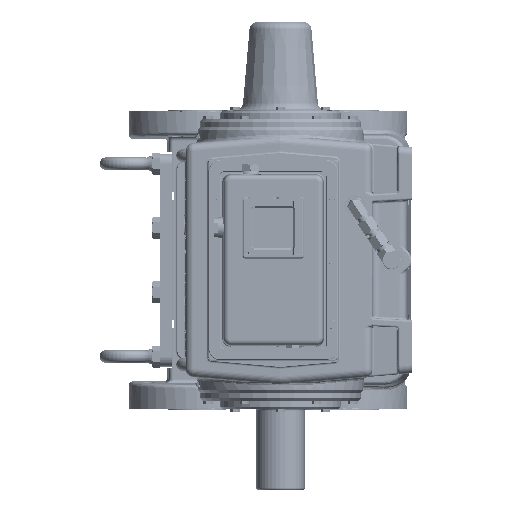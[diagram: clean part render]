
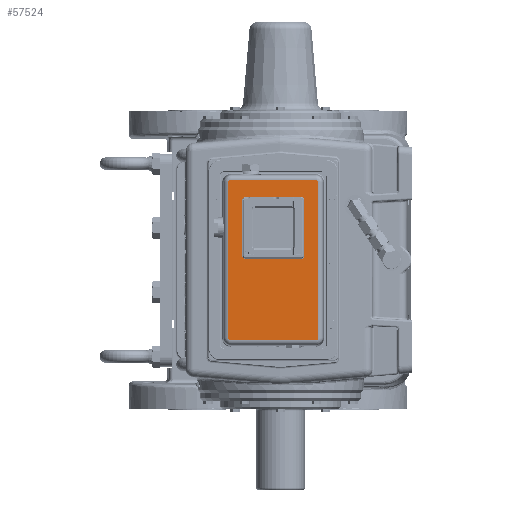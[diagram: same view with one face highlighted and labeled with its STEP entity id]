
A CAD part, left-side view. The second image highlights one B-rep face of the part: STEP entity #57524.
In plain terms, the highlighted planar face has unit normal (-1, 0, 0).
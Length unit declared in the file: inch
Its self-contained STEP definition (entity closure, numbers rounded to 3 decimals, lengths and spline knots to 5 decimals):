
#1136 = PLANE ( 'NONE',  #106038 ) ;
#3219 = ORIENTED_EDGE ( 'NONE', *, *, #226122, .T. ) ;
#3430 = DIRECTION ( 'NONE',  ( 0., 1., 0. ) ) ;
#4949 = EDGE_LOOP ( 'NONE', ( #220885, #90136, #218094, #73577, #109218, #151281, #161334, #143946 ) ) ;
#6606 = AXIS2_PLACEMENT_3D ( 'NONE', #44274, #187644, #64945 ) ;
#6747 = EDGE_CURVE ( 'NONE', #30484, #125563, #156760, .T. ) ;
#9898 = CIRCLE ( 'NONE', #189652, 0.17328 ) ;
#10072 = VERTEX_POINT ( 'NONE', #194226 ) ;
#10155 = LINE ( 'NONE', #46120, #167294 ) ;
#10734 = AXIS2_PLACEMENT_3D ( 'NONE', #218045, #95345, #238672 ) ;
#11301 = DIRECTION ( 'NONE',  ( 0., 1., 0. ) ) ;
#11865 = VERTEX_POINT ( 'NONE', #233267 ) ;
#19290 = VERTEX_POINT ( 'NONE', #102790 ) ;
#23859 = CARTESIAN_POINT ( 'NONE',  ( -7.9075, 3.24045, 4.85 ) ) ;
#30484 = VERTEX_POINT ( 'NONE', #107836 ) ;
#31745 = CARTESIAN_POINT ( 'NONE',  ( -7.9075, 3.1, -4.85 ) ) ;
#32382 = EDGE_CURVE ( 'NONE', #82455, #91144, #213436, .T. ) ;
#32631 = CARTESIAN_POINT ( 'NONE',  ( -7.9075, -2.34045, 4.85 ) ) ;
#40863 = CIRCLE ( 'NONE', #197703, 0.17328 ) ;
#44174 = CARTESIAN_POINT ( 'NONE',  ( -7.9075, 3.24045, -4.85 ) ) ;
#44274 = CARTESIAN_POINT ( 'NONE',  ( -7.9075, -2.2, 4.85 ) ) ;
#46120 = CARTESIAN_POINT ( 'NONE',  ( -7.9075, -1.47328, 0.25 ) ) ;
#50370 = CARTESIAN_POINT ( 'NONE',  ( -7.9075, 2.37328, 3.75 ) ) ;
#51136 = DIRECTION ( 'NONE',  ( 1., 0., 0. ) ) ;
#51723 = EDGE_CURVE ( 'NONE', #230086, #82455, #75790, .T. ) ;
#52433 = DIRECTION ( 'NONE',  ( 0., 0., -1. ) ) ;
#54927 = VECTOR ( 'NONE', #108168, 39.37008 ) ;
#55651 = ORIENTED_EDGE ( 'NONE', *, *, #195379, .T. ) ;
#57524 = ADVANCED_FACE ( 'NONE', ( #238204, #129194 ), #1136, .F. ) ;
#57740 = LINE ( 'NONE', #103843, #166633 ) ;
#64945 = DIRECTION ( 'NONE',  ( 0., 0., -1. ) ) ;
#65753 = CARTESIAN_POINT ( 'NONE',  ( -7.9075, -2.2, 4.99045 ) ) ;
#67409 = VERTEX_POINT ( 'NONE', #219468 ) ;
#69516 = CARTESIAN_POINT ( 'NONE',  ( -7.9075, 3.24045, 4.85 ) ) ;
#73577 = ORIENTED_EDGE ( 'NONE', *, *, #130761, .T. ) ;
#74355 = CARTESIAN_POINT ( 'NONE',  ( -7.9075, -2.2, -4.99045 ) ) ;
#75790 = CIRCLE ( 'NONE', #6606, 0.14045 ) ;
#78590 = CARTESIAN_POINT ( 'NONE',  ( -7.9075, 2.2, 0.25 ) ) ;
#78631 = ORIENTED_EDGE ( 'NONE', *, *, #83287, .T. ) ;
#79850 = VERTEX_POINT ( 'NONE', #74355 ) ;
#82143 = EDGE_CURVE ( 'NONE', #89374, #103366, #147889, .T. ) ;
#82455 = VERTEX_POINT ( 'NONE', #65753 ) ;
#83287 = EDGE_CURVE ( 'NONE', #166859, #196093, #175430, .T. ) ;
#84120 = EDGE_CURVE ( 'NONE', #79850, #11865, #86843, .T. ) ;
#84658 = VERTEX_POINT ( 'NONE', #223616 ) ;
#85383 = CARTESIAN_POINT ( 'NONE',  ( -7.9075, -2.2, 4.85 ) ) ;
#86843 = CIRCLE ( 'NONE', #234691, 0.14045 ) ;
#87312 = DIRECTION ( 'NONE',  ( 0., 0., -1. ) ) ;
#89374 = VERTEX_POINT ( 'NONE', #23859 ) ;
#90136 = ORIENTED_EDGE ( 'NONE', *, *, #103071, .T. ) ;
#91144 = VERTEX_POINT ( 'NONE', #125650 ) ;
#92798 = DIRECTION ( 'NONE',  ( 1., 0., 0. ) ) ;
#92911 = CARTESIAN_POINT ( 'NONE',  ( -7.9075, 2.2, 0.07672 ) ) ;
#95345 = DIRECTION ( 'NONE',  ( -1., 0., 0. ) ) ;
#98329 = EDGE_CURVE ( 'NONE', #10072, #19290, #149326, .T. ) ;
#99190 = DIRECTION ( 'NONE',  ( 0., 0., -1. ) ) ;
#101134 = CIRCLE ( 'NONE', #10734, 0.14045 ) ;
#102356 = VECTOR ( 'NONE', #229845, 39.37008 ) ;
#102790 = CARTESIAN_POINT ( 'NONE',  ( -7.9075, 2.37328, 3.75 ) ) ;
#102930 = ORIENTED_EDGE ( 'NONE', *, *, #6747, .T. ) ;
#103071 = EDGE_CURVE ( 'NONE', #91144, #89374, #101134, .T. ) ;
#103366 = VERTEX_POINT ( 'NONE', #44174 ) ;
#103843 = CARTESIAN_POINT ( 'NONE',  ( -7.9075, -2.2, -4.99045 ) ) ;
#105308 = DIRECTION ( 'NONE',  ( 1., 0., 0. ) ) ;
#105976 = DIRECTION ( 'NONE',  ( 0., 0., -1. ) ) ;
#106038 = AXIS2_PLACEMENT_3D ( 'NONE', #85383, #228652, #105976 ) ;
#107836 = CARTESIAN_POINT ( 'NONE',  ( -7.9075, 2.2, 3.92328 ) ) ;
#108168 = DIRECTION ( 'NONE',  ( 0., 0., -1. ) ) ;
#109218 = ORIENTED_EDGE ( 'NONE', *, *, #197877, .T. ) ;
#109910 = CARTESIAN_POINT ( 'NONE',  ( -7.9075, 3.1, -4.99045 ) ) ;
#110311 = CARTESIAN_POINT ( 'NONE',  ( -7.9075, -2.2, -4.85 ) ) ;
#111991 = CARTESIAN_POINT ( 'NONE',  ( -7.9075, -1.3, 3.92328 ) ) ;
#113684 = CIRCLE ( 'NONE', #155425, 0.17328 ) ;
#120994 = VECTOR ( 'NONE', #11301, 39.37008 ) ;
#124376 = DIRECTION ( 'NONE',  ( 0., -1., 0. ) ) ;
#125563 = VERTEX_POINT ( 'NONE', #111991 ) ;
#125650 = CARTESIAN_POINT ( 'NONE',  ( -7.9075, 3.1, 4.99045 ) ) ;
#129194 = FACE_OUTER_BOUND ( 'NONE', #4949, .T. ) ;
#129308 = VERTEX_POINT ( 'NONE', #109910 ) ;
#129656 = AXIS2_PLACEMENT_3D ( 'NONE', #31745, #175071, #52433 ) ;
#130515 = VECTOR ( 'NONE', #258398, 39.37008 ) ;
#130761 = EDGE_CURVE ( 'NONE', #103366, #129308, #170856, .T. ) ;
#130780 = DIRECTION ( 'NONE',  ( 0., 0., -1. ) ) ;
#132685 = DIRECTION ( 'NONE',  ( 0., 0., 1. ) ) ;
#143946 = ORIENTED_EDGE ( 'NONE', *, *, #51723, .T. ) ;
#147889 = LINE ( 'NONE', #69516, #54927 ) ;
#149326 = LINE ( 'NONE', #50370, #203891 ) ;
#151281 = ORIENTED_EDGE ( 'NONE', *, *, #84120, .T. ) ;
#155425 = AXIS2_PLACEMENT_3D ( 'NONE', #227958, #105308, #248600 ) ;
#156760 = LINE ( 'NONE', #168066, #102356 ) ;
#161334 = ORIENTED_EDGE ( 'NONE', *, *, #214117, .T. ) ;
#163293 = EDGE_CURVE ( 'NONE', #19290, #30484, #200330, .T. ) ;
#166633 = VECTOR ( 'NONE', #124376, 39.37008 ) ;
#166859 = VERTEX_POINT ( 'NONE', #219049 ) ;
#167294 = VECTOR ( 'NONE', #87312, 39.37008 ) ;
#168066 = CARTESIAN_POINT ( 'NONE',  ( -7.9075, -1.3, 3.92328 ) ) ;
#170856 = CIRCLE ( 'NONE', #129656, 0.14045 ) ;
#173813 = CARTESIAN_POINT ( 'NONE',  ( -7.9075, 2.2, 3.75 ) ) ;
#174938 = VECTOR ( 'NONE', #3430, 39.37008 ) ;
#175071 = DIRECTION ( 'NONE',  ( -1., 0., 0. ) ) ;
#175430 = LINE ( 'NONE', #92911, #120994 ) ;
#177526 = EDGE_CURVE ( 'NONE', #84658, #67409, #10155, .T. ) ;
#181622 = AXIS2_PLACEMENT_3D ( 'NONE', #173813, #51136, #194423 ) ;
#183679 = ORIENTED_EDGE ( 'NONE', *, *, #204888, .T. ) ;
#184029 = ORIENTED_EDGE ( 'NONE', *, *, #98329, .T. ) ;
#185127 = LINE ( 'NONE', #32631, #130515 ) ;
#187176 = CARTESIAN_POINT ( 'NONE',  ( -7.9075, -2.2, 4.99045 ) ) ;
#187471 = CARTESIAN_POINT ( 'NONE',  ( -7.9075, 2.2, 0.07672 ) ) ;
#187644 = DIRECTION ( 'NONE',  ( -1., 0., 0. ) ) ;
#189652 = AXIS2_PLACEMENT_3D ( 'NONE', #215461, #92798, #236077 ) ;
#194226 = CARTESIAN_POINT ( 'NONE',  ( -7.9075, 2.37328, 0.25 ) ) ;
#194423 = DIRECTION ( 'NONE',  ( 0., 0., -1. ) ) ;
#195379 = EDGE_CURVE ( 'NONE', #196093, #10072, #40863, .T. ) ;
#196093 = VERTEX_POINT ( 'NONE', #187471 ) ;
#197703 = AXIS2_PLACEMENT_3D ( 'NONE', #78590, #221877, #99190 ) ;
#197877 = EDGE_CURVE ( 'NONE', #129308, #79850, #57740, .T. ) ;
#200330 = CIRCLE ( 'NONE', #181622, 0.17328 ) ;
#203766 = ORIENTED_EDGE ( 'NONE', *, *, #177526, .T. ) ;
#203891 = VECTOR ( 'NONE', #132685, 39.37008 ) ;
#204888 = EDGE_CURVE ( 'NONE', #125563, #84658, #113684, .T. ) ;
#213436 = LINE ( 'NONE', #187176, #174938 ) ;
#214117 = EDGE_CURVE ( 'NONE', #11865, #230086, #185127, .T. ) ;
#215461 = CARTESIAN_POINT ( 'NONE',  ( -7.9075, -1.3, 0.25 ) ) ;
#216977 = EDGE_LOOP ( 'NONE', ( #184029, #242076, #102930, #183679, #203766, #3219, #78631, #55651 ) ) ;
#218045 = CARTESIAN_POINT ( 'NONE',  ( -7.9075, 3.1, 4.85 ) ) ;
#218094 = ORIENTED_EDGE ( 'NONE', *, *, #82143, .T. ) ;
#219049 = CARTESIAN_POINT ( 'NONE',  ( -7.9075, -1.3, 0.07672 ) ) ;
#219468 = CARTESIAN_POINT ( 'NONE',  ( -7.9075, -1.47328, 0.25 ) ) ;
#220885 = ORIENTED_EDGE ( 'NONE', *, *, #32382, .T. ) ;
#221877 = DIRECTION ( 'NONE',  ( 1., 0., 0. ) ) ;
#223616 = CARTESIAN_POINT ( 'NONE',  ( -7.9075, -1.47328, 3.75 ) ) ;
#226122 = EDGE_CURVE ( 'NONE', #67409, #166859, #9898, .T. ) ;
#227958 = CARTESIAN_POINT ( 'NONE',  ( -7.9075, -1.3, 3.75 ) ) ;
#228652 = DIRECTION ( 'NONE',  ( 1., 0., 0. ) ) ;
#229845 = DIRECTION ( 'NONE',  ( 0., -1., 0. ) ) ;
#230086 = VERTEX_POINT ( 'NONE', #256156 ) ;
#233267 = CARTESIAN_POINT ( 'NONE',  ( -7.9075, -2.34045, -4.85 ) ) ;
#234691 = AXIS2_PLACEMENT_3D ( 'NONE', #110311, #253547, #130780 ) ;
#236077 = DIRECTION ( 'NONE',  ( 0., 0., -1. ) ) ;
#238204 = FACE_BOUND ( 'NONE', #216977, .T. ) ;
#238672 = DIRECTION ( 'NONE',  ( 0., 0., -1. ) ) ;
#242076 = ORIENTED_EDGE ( 'NONE', *, *, #163293, .T. ) ;
#248600 = DIRECTION ( 'NONE',  ( 0., 0., -1. ) ) ;
#253547 = DIRECTION ( 'NONE',  ( -1., 0., 0. ) ) ;
#256156 = CARTESIAN_POINT ( 'NONE',  ( -7.9075, -2.34045, 4.85 ) ) ;
#258398 = DIRECTION ( 'NONE',  ( 0., 0., 1. ) ) ;
